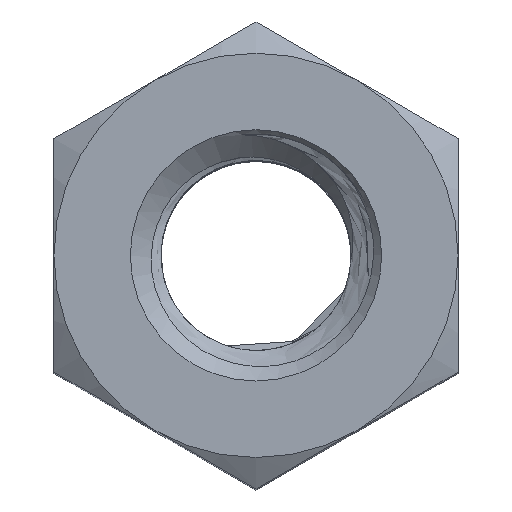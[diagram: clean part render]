
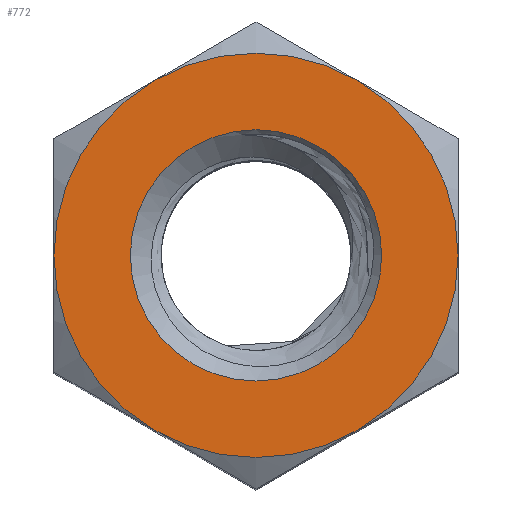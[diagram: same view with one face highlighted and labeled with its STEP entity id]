
A CAD part, top view. The second image highlights one B-rep face of the part: STEP entity #772.
In plain terms, the highlighted planar face has unit normal (0, 0, 1).
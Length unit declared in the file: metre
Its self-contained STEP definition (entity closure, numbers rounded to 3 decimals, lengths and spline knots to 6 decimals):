
#39=PLANE('',#829);
#326=ORIENTED_EDGE('',*,*,#542,.T.);
#327=ORIENTED_EDGE('',*,*,#527,.T.);
#328=ORIENTED_EDGE('',*,*,#530,.T.);
#329=ORIENTED_EDGE('',*,*,#534,.T.);
#330=ORIENTED_EDGE('',*,*,#536,.T.);
#331=ORIENTED_EDGE('',*,*,#539,.T.);
#332=ORIENTED_EDGE('',*,*,#552,.F.);
#527=EDGE_CURVE('',#651,#652,#678,.T.);
#530=EDGE_CURVE('',#652,#654,#679,.T.);
#534=EDGE_CURVE('',#654,#656,#680,.T.);
#536=EDGE_CURVE('',#656,#658,#681,.T.);
#539=EDGE_CURVE('',#658,#660,#682,.T.);
#542=EDGE_CURVE('',#660,#651,#683,.T.);
#552=EDGE_CURVE('',#664,#664,#685,.T.);
#651=VERTEX_POINT('',#3062);
#652=VERTEX_POINT('',#3063);
#654=VERTEX_POINT('',#3075);
#656=VERTEX_POINT('',#3090);
#658=VERTEX_POINT('',#3099);
#660=VERTEX_POINT('',#3111);
#664=VERTEX_POINT('',#3149);
#678=CIRCLE('',#810,0.0025);
#679=CIRCLE('',#812,0.0025);
#680=CIRCLE('',#814,0.0025);
#681=CIRCLE('',#816,0.0025);
#682=CIRCLE('',#818,0.0025);
#683=CIRCLE('',#820,0.0025);
#685=CIRCLE('',#830,0.001554);
#711=EDGE_LOOP('',(#326,#327,#328,#329,#330,#331));
#712=EDGE_LOOP('',(#332));
#741=FACE_BOUND('',#711,.T.);
#742=FACE_BOUND('',#712,.T.);
#772=ADVANCED_FACE('',(#741,#742),#39,.T.);
#810=AXIS2_PLACEMENT_3D('',#3061,#880,#881);
#812=AXIS2_PLACEMENT_3D('',#3074,#884,#885);
#814=AXIS2_PLACEMENT_3D('',#3092,#888,#889);
#816=AXIS2_PLACEMENT_3D('',#3098,#892,#893);
#818=AXIS2_PLACEMENT_3D('',#3110,#896,#897);
#820=AXIS2_PLACEMENT_3D('',#3122,#900,#901);
#829=AXIS2_PLACEMENT_3D('',#3147,#924,#925);
#830=AXIS2_PLACEMENT_3D('',#3148,#926,#927);
#880=DIRECTION('',(0.,0.,1.));
#881=DIRECTION('',(1.,0.,0.));
#884=DIRECTION('',(0.,0.,1.));
#885=DIRECTION('',(1.,0.,0.));
#888=DIRECTION('',(0.,0.,1.));
#889=DIRECTION('',(1.,0.,0.));
#892=DIRECTION('',(0.,0.,1.));
#893=DIRECTION('',(1.,0.,0.));
#896=DIRECTION('',(0.,0.,1.));
#897=DIRECTION('',(1.,0.,0.));
#900=DIRECTION('',(0.,0.,1.));
#901=DIRECTION('',(1.,0.,0.));
#924=DIRECTION('',(0.,0.,1.));
#925=DIRECTION('',(1.,0.,0.));
#926=DIRECTION('',(0.,0.,1.));
#927=DIRECTION('',(1.,0.,0.));
#3061=CARTESIAN_POINT('',(0.,0.,0.));
#3062=CARTESIAN_POINT('',(0.0025,0.,0.));
#3063=CARTESIAN_POINT('',(0.00125,0.002165,0.));
#3074=CARTESIAN_POINT('',(0.,0.,0.));
#3075=CARTESIAN_POINT('',(-0.00125,0.002165,0.));
#3090=CARTESIAN_POINT('',(-0.0025,0.,0.));
#3092=CARTESIAN_POINT('',(0.,0.,0.));
#3098=CARTESIAN_POINT('',(0.,0.,0.));
#3099=CARTESIAN_POINT('',(-0.00125,-0.002165,0.));
#3110=CARTESIAN_POINT('',(0.,0.,0.));
#3111=CARTESIAN_POINT('',(0.00125,-0.002165,0.));
#3122=CARTESIAN_POINT('',(0.,0.,0.));
#3147=CARTESIAN_POINT('',(0.,0.,0.));
#3148=CARTESIAN_POINT('',(0.,0.,0.));
#3149=CARTESIAN_POINT('',(0.001554,0.,0.));
